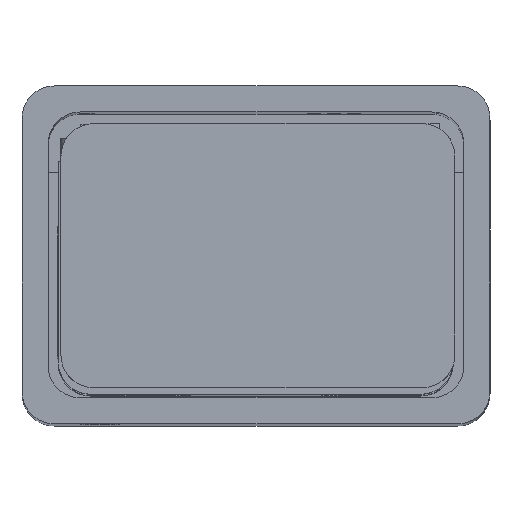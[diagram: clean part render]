
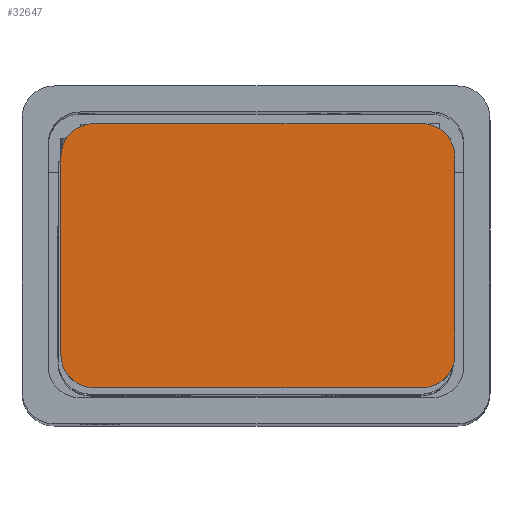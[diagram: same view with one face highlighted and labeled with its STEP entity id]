
A CAD part, top view. The second image highlights one B-rep face of the part: STEP entity #32647.
In plain terms, the highlighted face is planar.
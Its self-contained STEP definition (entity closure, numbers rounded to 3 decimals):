
#2724=CIRCLE('',#36331,2.5);
#2729=CIRCLE('',#36339,2.5);
#2730=CIRCLE('',#36342,2.5);
#2731=CIRCLE('',#36345,2.5);
#5507=FACE_OUTER_BOUND('',#7572,.T.);
#7572=EDGE_LOOP('',(#28836,#28837,#28838,#28839,#28840,#28841,#28842,#28843));
#9976=LINE('',#58653,#12608);
#9986=LINE('',#58681,#12618);
#9989=LINE('',#58689,#12621);
#9991=LINE('',#58695,#12623);
#12608=VECTOR('',#45511,10.);
#12618=VECTOR('',#45535,10.);
#12621=VECTOR('',#45544,10.);
#12623=VECTOR('',#45552,10.);
#15494=VERTEX_POINT('',#58640);
#15495=VERTEX_POINT('',#58641);
#15499=VERTEX_POINT('',#58651);
#15509=VERTEX_POINT('',#58675);
#15510=VERTEX_POINT('',#58679);
#15511=VERTEX_POINT('',#58683);
#15512=VERTEX_POINT('',#58687);
#15513=VERTEX_POINT('',#58691);
#19975=EDGE_CURVE('',#15494,#15495,#2724,.T.);
#19981=EDGE_CURVE('',#15499,#15494,#9976,.F.);
#19993=EDGE_CURVE('',#15509,#15499,#2729,.T.);
#19995=EDGE_CURVE('',#15510,#15509,#9986,.F.);
#19997=EDGE_CURVE('',#15511,#15510,#2730,.T.);
#19999=EDGE_CURVE('',#15512,#15511,#9989,.F.);
#20000=EDGE_CURVE('',#15513,#15512,#2731,.T.);
#20002=EDGE_CURVE('',#15495,#15513,#9991,.F.);
#28836=ORIENTED_EDGE('',*,*,#19975,.F.);
#28837=ORIENTED_EDGE('',*,*,#19981,.F.);
#28838=ORIENTED_EDGE('',*,*,#19993,.F.);
#28839=ORIENTED_EDGE('',*,*,#19995,.F.);
#28840=ORIENTED_EDGE('',*,*,#19997,.F.);
#28841=ORIENTED_EDGE('',*,*,#19999,.F.);
#28842=ORIENTED_EDGE('',*,*,#20000,.F.);
#28843=ORIENTED_EDGE('',*,*,#20002,.F.);
#30816=PLANE('',#36388);
#32647=ADVANCED_FACE('',(#5507),#30816,.T.);
#36331=AXIS2_PLACEMENT_3D('',#58642,#45501,#45502);
#36339=AXIS2_PLACEMENT_3D('',#58677,#45530,#45531);
#36342=AXIS2_PLACEMENT_3D('',#58685,#45539,#45540);
#36345=AXIS2_PLACEMENT_3D('',#58692,#45547,#45548);
#36388=AXIS2_PLACEMENT_3D('',#58833,#45687,#45688);
#45501=DIRECTION('center_axis',(0.,1.,0.));
#45502=DIRECTION('ref_axis',(0.707,0.,0.707));
#45511=DIRECTION('',(-1.,0.,0.));
#45530=DIRECTION('center_axis',(0.,1.,0.));
#45531=DIRECTION('ref_axis',(-0.707,0.,0.707));
#45535=DIRECTION('',(0.,0.,-1.));
#45539=DIRECTION('center_axis',(0.,1.,0.));
#45540=DIRECTION('ref_axis',(-0.707,0.,-0.707));
#45544=DIRECTION('',(1.,0.,0.));
#45547=DIRECTION('center_axis',(0.,1.,0.));
#45548=DIRECTION('ref_axis',(0.707,0.,-0.707));
#45552=DIRECTION('',(0.,0.,1.));
#45687=DIRECTION('center_axis',(0.,-1.,0.));
#45688=DIRECTION('ref_axis',(1.,0.,0.));
#58640=CARTESIAN_POINT('',(132.869,-205.975,3.075));
#58641=CARTESIAN_POINT('',(135.369,-205.975,0.575));
#58642=CARTESIAN_POINT('Origin',(132.869,-205.975,0.575));
#58651=CARTESIAN_POINT('',(107.569,-205.975,3.075));
#58653=CARTESIAN_POINT('',(120.363,-205.975,3.075));
#58675=CARTESIAN_POINT('',(105.069,-205.975,0.575));
#58677=CARTESIAN_POINT('Origin',(107.569,-205.975,0.575));
#58679=CARTESIAN_POINT('',(105.069,-205.975,-14.725));
#58681=CARTESIAN_POINT('',(105.069,-205.975,-6.243));
#58683=CARTESIAN_POINT('',(107.569,-205.975,-17.225));
#58685=CARTESIAN_POINT('Origin',(107.569,-205.975,-14.725));
#58687=CARTESIAN_POINT('',(132.869,-205.975,-17.225));
#58689=CARTESIAN_POINT('',(120.364,-205.975,-17.225));
#58691=CARTESIAN_POINT('',(135.369,-205.975,-14.725));
#58692=CARTESIAN_POINT('Origin',(132.869,-205.975,-14.725));
#58695=CARTESIAN_POINT('',(135.369,-205.975,-6.243));
#58833=CARTESIAN_POINT('Origin',(120.363,-205.975,-5.411));
